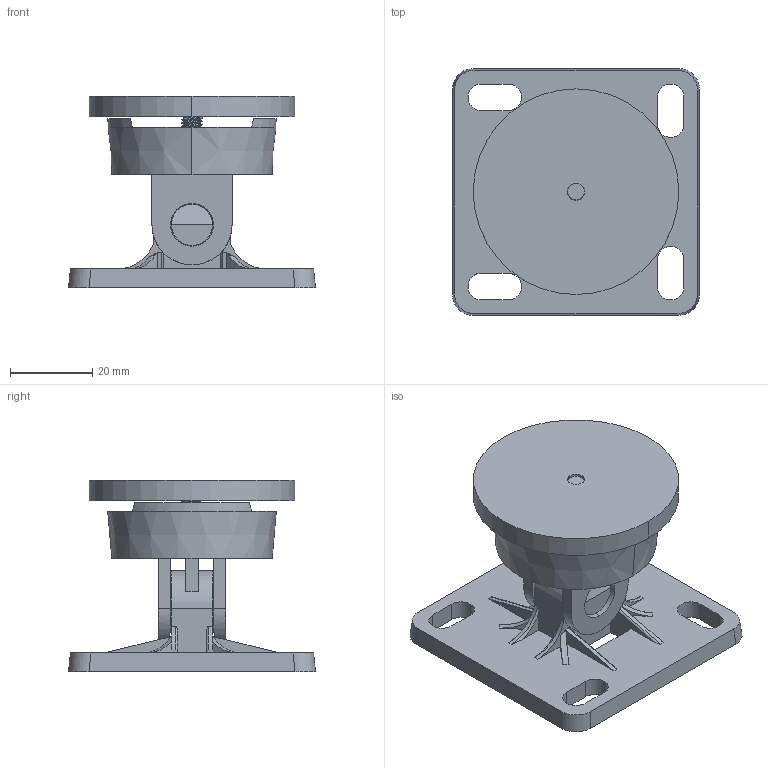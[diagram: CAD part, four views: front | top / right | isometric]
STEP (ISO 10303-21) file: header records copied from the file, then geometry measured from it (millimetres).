
FILE_DESCRIPTION (( 'STEP AP214' ), '1' );
FILE_NAME ('VMPO242484M_2.step', '2023-09-29T12:22:22', ( '' ), ( '' ), 'SwSTEP 2.0', 'SolidWorks 2020', '' );
FILE_SCHEMA (( 'AUTOMOTIVE_DESIGN' ));
Length unit declared in the file: millimetre
Products named in the file (1): VMPO242484M_2
Bounding box: 60 x 60 x 46.64 mm (x, y, z)
Volume: 37327.1 mm3; surface area: 22005.1 mm2
Topology: 3 solids, 3 shells, 179 faces, 481 edges, 314 vertices
Faces by surface type: plane 90, cylinder 74, cone 8, bspline 7
Entity records: 9560 total; most frequent: CARTESIAN_POINT 3227, ORIENTED_EDGE 962, DIRECTION 835, EDGE_CURVE 481, VERTEX_POINT 314, AXIS2_PLACEMENT_3D 284, VECTOR 267, LINE 267
